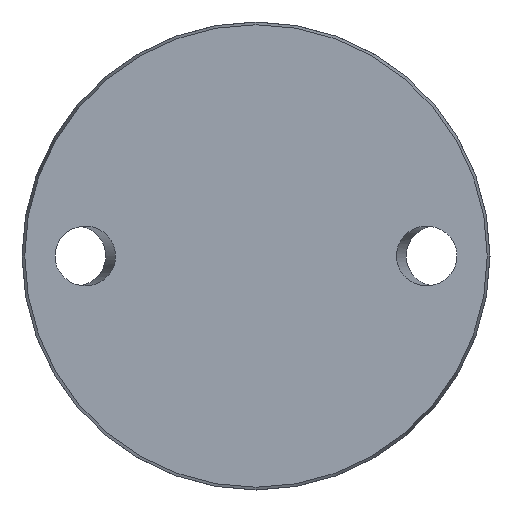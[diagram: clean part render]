
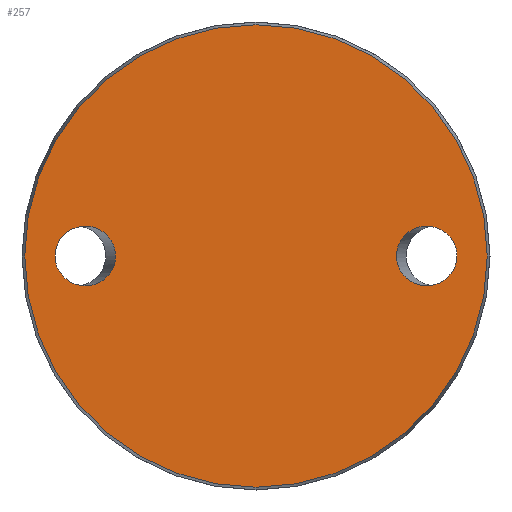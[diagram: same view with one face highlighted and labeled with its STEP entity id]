
A CAD part, front view. The second image highlights one B-rep face of the part: STEP entity #257.
In plain terms, the highlighted planar face has unit normal (0, -1, 0).
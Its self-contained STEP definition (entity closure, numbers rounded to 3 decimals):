
#2 = CARTESIAN_POINT ( 'NONE',  ( 42.087, 0., -12.5 ) ) ;
#4 = VERTEX_POINT ( 'NONE', #120 ) ;
#16 = ORIENTED_EDGE ( 'NONE', *, *, #564, .T. ) ;
#56 = CARTESIAN_POINT ( 'NONE',  ( 29.413, 0., -12.5 ) ) ;
#98 = FACE_BOUND ( 'NONE', #325, .T. ) ;
#101 = PLANE ( 'NONE',  #683 ) ;
#120 = CARTESIAN_POINT ( 'NONE',  ( 42.087, 0., 0. ) ) ;
#122 =( BOUNDED_CURVE ( )  B_SPLINE_CURVE ( 3, ( #247, #2, #56, #539, #777, #550, #482 ),
 .UNSPECIFIED., .T., .T. ) 
 B_SPLINE_CURVE_WITH_KNOTS ( ( 4, 3, 4 ),
 ( 0., 3.142, 6.283 ),
 .UNSPECIFIED. ) 
 CURVE ( )  GEOMETRIC_REPRESENTATION_ITEM ( )  RATIONAL_B_SPLINE_CURVE ( ( 1., 0.333, 0.333, 1., 0.333, 0.333, 1. ) ) 
 REPRESENTATION_ITEM ( '' )  );
#128 = EDGE_CURVE ( 'NONE', #4, #4, #122, .T. ) ;
#156 = ORIENTED_EDGE ( 'NONE', *, *, #313, .T. ) ;
#163 = CARTESIAN_POINT ( 'NONE',  ( -48.425, 0., 0. ) ) ;
#213 = CARTESIAN_POINT ( 'NONE',  ( -42.087, 0., -12.5 ) ) ;
#220 = CARTESIAN_POINT ( 'NONE',  ( -29.413, 0., 0. ) ) ;
#230 = CARTESIAN_POINT ( 'NONE',  ( -42.087, 0., 12.5 ) ) ;
#247 = CARTESIAN_POINT ( 'NONE',  ( 42.087, 0., 0. ) ) ;
#257 = ADVANCED_FACE ( 'NONE', ( #98, #517, #649 ), #101, .F. ) ;
#293 = CARTESIAN_POINT ( 'NONE',  ( 0., 0., -48.425 ) ) ;
#313 = EDGE_CURVE ( 'NONE', #730, #730, #631, .T. ) ;
#325 = EDGE_LOOP ( 'NONE', ( #156 ) ) ;
#338 = EDGE_LOOP ( 'NONE', ( #398 ) ) ;
#343 = DIRECTION ( 'NONE',  ( 0., 0., 1. ) ) ;
#348 = VERTEX_POINT ( 'NONE', #293 ) ;
#398 = ORIENTED_EDGE ( 'NONE', *, *, #128, .T. ) ;
#401 = CARTESIAN_POINT ( 'NONE',  ( -29.413, 0., -12.5 ) ) ;
#421 = DIRECTION ( 'NONE',  ( 0., 0., -1. ) ) ;
#482 = CARTESIAN_POINT ( 'NONE',  ( 42.087, 0., 0. ) ) ;
#505 = AXIS2_PLACEMENT_3D ( 'NONE', #731, #776, #421 ) ;
#517 = FACE_BOUND ( 'NONE', #338, .T. ) ;
#524 = CARTESIAN_POINT ( 'NONE',  ( -42.087, 0., 0. ) ) ;
#539 = CARTESIAN_POINT ( 'NONE',  ( 29.413, 0., 0. ) ) ;
#550 = CARTESIAN_POINT ( 'NONE',  ( 42.087, 0., 12.5 ) ) ;
#564 = EDGE_CURVE ( 'NONE', #348, #348, #767, .T. ) ;
#631 =( BOUNDED_CURVE ( )  B_SPLINE_CURVE ( 3, ( #524, #230, #652, #220, #401, #213, #711 ),
 .UNSPECIFIED., .T., .F. ) 
 B_SPLINE_CURVE_WITH_KNOTS ( ( 4, 3, 4 ),
 ( 0., 3.142, 6.283 ),
 .UNSPECIFIED. ) 
 CURVE ( )  GEOMETRIC_REPRESENTATION_ITEM ( )  RATIONAL_B_SPLINE_CURVE ( ( 1., 0.333, 0.333, 1., 0.333, 0.333, 1. ) ) 
 REPRESENTATION_ITEM ( '' )  );
#636 = DIRECTION ( 'NONE',  ( 0., 1., 0. ) ) ;
#646 = EDGE_LOOP ( 'NONE', ( #16 ) ) ;
#649 = FACE_OUTER_BOUND ( 'NONE', #646, .T. ) ;
#652 = CARTESIAN_POINT ( 'NONE',  ( -29.413, 0., 12.5 ) ) ;
#683 = AXIS2_PLACEMENT_3D ( 'NONE', #163, #636, #343 ) ;
#711 = CARTESIAN_POINT ( 'NONE',  ( -42.087, 0., 0. ) ) ;
#713 = CARTESIAN_POINT ( 'NONE',  ( -42.087, 0., 0. ) ) ;
#730 = VERTEX_POINT ( 'NONE', #713 ) ;
#731 = CARTESIAN_POINT ( 'NONE',  ( 0., 0., 0. ) ) ;
#767 = CIRCLE ( 'NONE', #505, 48.425 ) ;
#776 = DIRECTION ( 'NONE',  ( 0., -1., 0. ) ) ;
#777 = CARTESIAN_POINT ( 'NONE',  ( 29.413, 0., 12.5 ) ) ;
